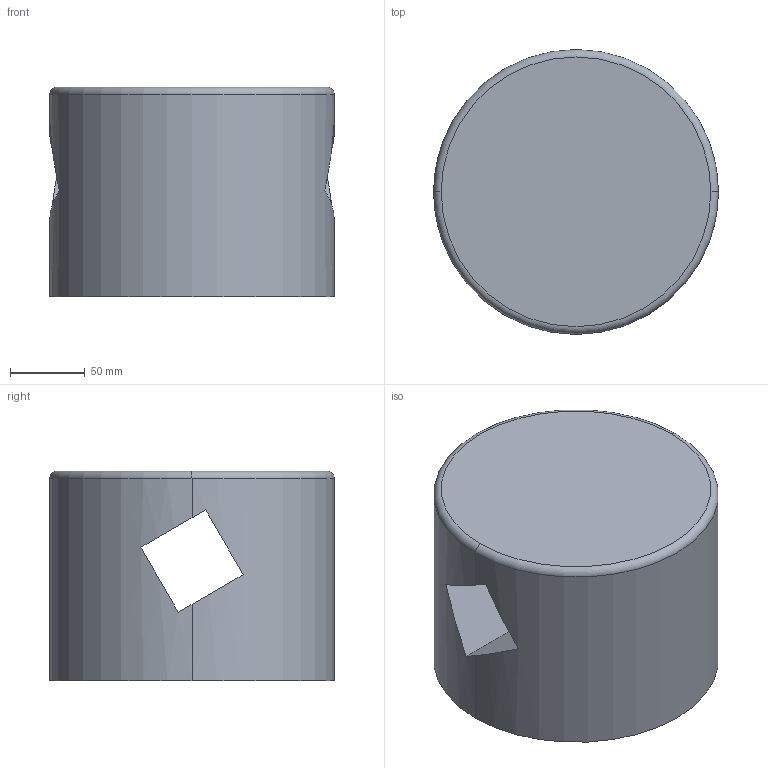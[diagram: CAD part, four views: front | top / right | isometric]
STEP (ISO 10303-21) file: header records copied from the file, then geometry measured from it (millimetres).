
FILE_DESCRIPTION (( 'STEP AP203' ), '1' );
FILE_NAME ('link_1a_cap_Default_sldprt.STEP', '2021-08-17T20:43:12', ( '' ), ( '' ), 'SwSTEP 2.0', 'SolidWorks 2021', '' );
FILE_SCHEMA (( 'CONFIG_CONTROL_DESIGN' ));
Length unit declared in the file: centimetre
Products named in the file (1): link_1a_cap_Default_sldprt
Bounding box: 190 x 190 x 140 mm (x, y, z)
Volume: 2867689.9 mm3; surface area: 191602.2 mm2
Topology: 1 solids, 1 shells, 16 faces, 40 edges, 26 vertices
Faces by surface type: plane 8, cylinder 6, torus 2
Entity records: 565 total; most frequent: CARTESIAN_POINT 119, ORIENTED_EDGE 80, DIRECTION 78, EDGE_CURVE 40, AXIS2_PLACEMENT_3D 33, VERTEX_POINT 26, EDGE_LOOP 18, ADVANCED_FACE 16
